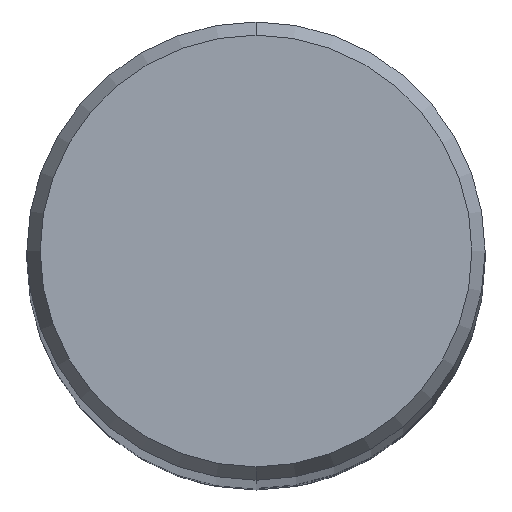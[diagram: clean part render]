
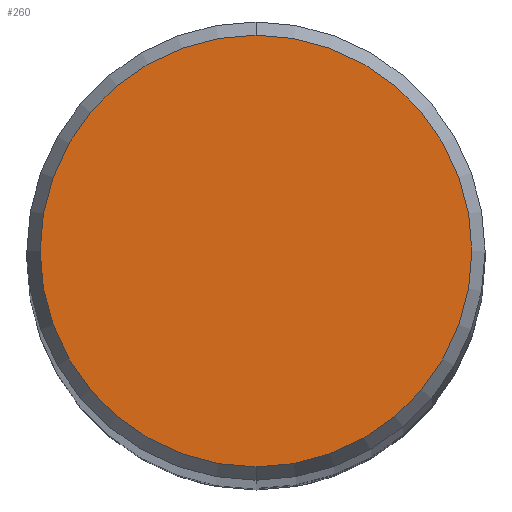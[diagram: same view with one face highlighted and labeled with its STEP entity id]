
A CAD part, top view. The second image highlights one B-rep face of the part: STEP entity #260.
In plain terms, the highlighted planar face has unit normal (0, 0, 1).
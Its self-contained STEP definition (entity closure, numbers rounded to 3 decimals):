
#254=EDGE_CURVE('',#412,#354,#549,.T.);
#260=ADVANCED_FACE('',(#556),#557,.T.);
#354=VERTEX_POINT('',#659);
#360=EDGE_CURVE('',#354,#412,#665,.T.);
#412=VERTEX_POINT('',#719);
#549=CIRCLE('',#969,3.74);
#556=FACE_OUTER_BOUND('',#977,.T.);
#557=PLANE('',#978);
#659=CARTESIAN_POINT('',(0.0,3.74,0.0));
#665=CIRCLE('',#1215,3.74);
#719=CARTESIAN_POINT('',(0.,-3.74,0.0));
#969=AXIS2_PLACEMENT_3D('',#1491,#1492,#1493);
#977=EDGE_LOOP('',(#1504,#1505));
#978=AXIS2_PLACEMENT_3D('',#1506,#1507,#1508);
#1215=AXIS2_PLACEMENT_3D('',#1614,#1615,#1616);
#1491=CARTESIAN_POINT('',(0.0,0.0,0.0));
#1492=DIRECTION('',(0.0,0.0,-1.0));
#1493=DIRECTION('',(0.0,1.0,0.0));
#1504=ORIENTED_EDGE('',*,*,#360,.F.);
#1505=ORIENTED_EDGE('',*,*,#254,.F.);
#1506=CARTESIAN_POINT('',(0.0,1.87,0.0));
#1507=DIRECTION('',(-0.0,0.0,1.0));
#1508=DIRECTION('',(0.0,-1.0,0.0));
#1614=CARTESIAN_POINT('',(0.0,0.0,0.0));
#1615=DIRECTION('',(0.0,0.0,-1.0));
#1616=DIRECTION('',(0.0,1.0,0.0));
